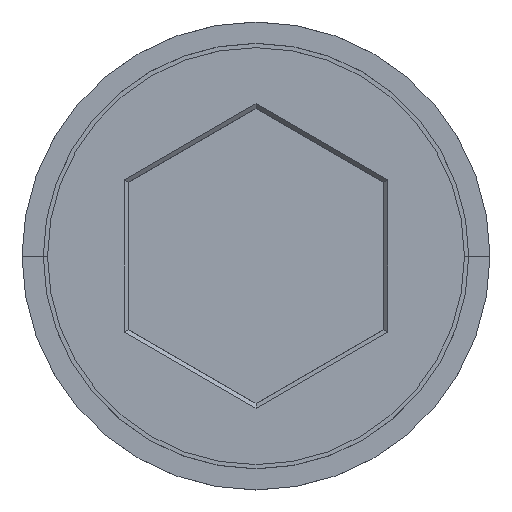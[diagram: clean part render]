
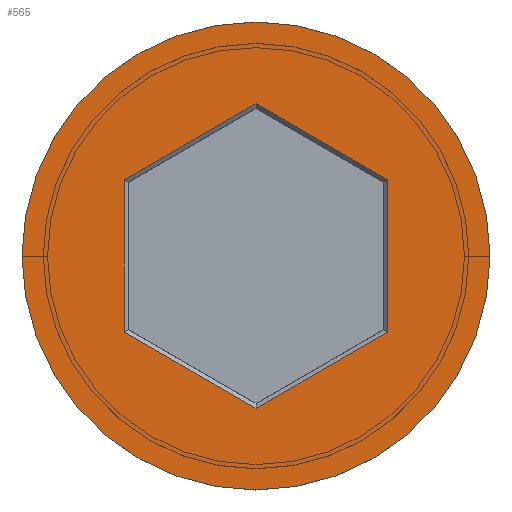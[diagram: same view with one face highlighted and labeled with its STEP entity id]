
A CAD part, top view. The second image highlights one B-rep face of the part: STEP entity #565.
In plain terms, the highlighted planar face has unit normal (0, 0, 1).
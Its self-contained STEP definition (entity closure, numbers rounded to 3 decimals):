
#28 = EDGE_LOOP ( 'NONE', ( #249, #112, #673, #1548, #389, #1590 ) ) ;
#69 = CARTESIAN_POINT ( 'NONE',  ( -3.1, 1.732, 0. ) ) ;
#90 = EDGE_CURVE ( 'NONE', #1564, #1111, #690, .T. ) ;
#91 = VECTOR ( 'NONE', #196, 1000. ) ;
#112 = ORIENTED_EDGE ( 'NONE', *, *, #411, .T. ) ;
#186 = EDGE_LOOP ( 'NONE', ( #698, #445 ) ) ;
#187 = CARTESIAN_POINT ( 'NONE',  ( 5.5, 0., 0. ) ) ;
#196 = DIRECTION ( 'NONE',  ( 0.866, 0.5, 0. ) ) ;
#223 = AXIS2_PLACEMENT_3D ( 'NONE', #597, #846, #969 ) ;
#234 = DIRECTION ( 'NONE',  ( 1., 0., 0. ) ) ;
#245 = EDGE_CURVE ( 'NONE', #324, #1564, #1399, .T. ) ;
#249 = ORIENTED_EDGE ( 'NONE', *, *, #90, .T. ) ;
#273 = VERTEX_POINT ( 'NONE', #669 ) ;
#317 = VECTOR ( 'NONE', #520, 1000. ) ;
#324 = VERTEX_POINT ( 'NONE', #382 ) ;
#345 = FACE_OUTER_BOUND ( 'NONE', #186, .T. ) ;
#349 = EDGE_CURVE ( 'NONE', #596, #741, #766, .T. ) ;
#371 = DIRECTION ( 'NONE',  ( 0., -1., 0. ) ) ;
#382 = CARTESIAN_POINT ( 'NONE',  ( 0., -3.58, 0. ) ) ;
#389 = ORIENTED_EDGE ( 'NONE', *, *, #732, .T. ) ;
#401 = AXIS2_PLACEMENT_3D ( 'NONE', #848, #463, #234 ) ;
#411 = EDGE_CURVE ( 'NONE', #1111, #596, #552, .T. ) ;
#424 = VECTOR ( 'NONE', #820, 1000. ) ;
#445 = ORIENTED_EDGE ( 'NONE', *, *, #1073, .T. ) ;
#463 = DIRECTION ( 'NONE',  ( 0., 0., 1. ) ) ;
#520 = DIRECTION ( 'NONE',  ( 0.866, -0.5, 0. ) ) ;
#537 = DIRECTION ( 'NONE',  ( -0.866, 0.5, 0. ) ) ;
#552 = LINE ( 'NONE', #1300, #91 ) ;
#565 = ADVANCED_FACE ( 'NONE', ( #1443, #345 ), #856, .T. ) ;
#596 = VERTEX_POINT ( 'NONE', #1132 ) ;
#597 = CARTESIAN_POINT ( 'NONE',  ( 0., 0., 0. ) ) ;
#641 = CARTESIAN_POINT ( 'NONE',  ( 3.05, 1.819, 0. ) ) ;
#650 = LINE ( 'NONE', #1163, #424 ) ;
#663 = VERTEX_POINT ( 'NONE', #827 ) ;
#669 = CARTESIAN_POINT ( 'NONE',  ( 3.1, -1.79, 0. ) ) ;
#673 = ORIENTED_EDGE ( 'NONE', *, *, #349, .T. ) ;
#687 = CARTESIAN_POINT ( 'NONE',  ( 3.1, 1.79, 0. ) ) ;
#690 = LINE ( 'NONE', #69, #990 ) ;
#698 = ORIENTED_EDGE ( 'NONE', *, *, #1091, .T. ) ;
#717 = CARTESIAN_POINT ( 'NONE',  ( -3.1, -1.79, 0. ) ) ;
#723 = CIRCLE ( 'NONE', #401, 5.5 ) ;
#732 = EDGE_CURVE ( 'NONE', #273, #324, #650, .T. ) ;
#741 = VERTEX_POINT ( 'NONE', #687 ) ;
#761 = CARTESIAN_POINT ( 'NONE',  ( 3.1, -1.732, 0. ) ) ;
#766 = LINE ( 'NONE', #641, #317 ) ;
#809 = VERTEX_POINT ( 'NONE', #187 ) ;
#820 = DIRECTION ( 'NONE',  ( -0.866, -0.5, 0. ) ) ;
#827 = CARTESIAN_POINT ( 'NONE',  ( -5.5, 0., 0. ) ) ;
#846 = DIRECTION ( 'NONE',  ( 0., 0., 1. ) ) ;
#848 = CARTESIAN_POINT ( 'NONE',  ( 0., 0., 0. ) ) ;
#856 = PLANE ( 'NONE',  #223 ) ;
#875 = LINE ( 'NONE', #761, #1062 ) ;
#948 = DIRECTION ( 'NONE',  ( 1., 0., 0. ) ) ;
#969 = DIRECTION ( 'NONE',  ( 1., 0., 0. ) ) ;
#972 = CARTESIAN_POINT ( 'NONE',  ( 0., 0., 0. ) ) ;
#990 = VECTOR ( 'NONE', #1070, 1000. ) ;
#1055 = CARTESIAN_POINT ( 'NONE',  ( -3.05, -1.819, 0. ) ) ;
#1062 = VECTOR ( 'NONE', #371, 1000. ) ;
#1070 = DIRECTION ( 'NONE',  ( 0., 1., 0. ) ) ;
#1073 = EDGE_CURVE ( 'NONE', #663, #809, #1569, .T. ) ;
#1079 = CARTESIAN_POINT ( 'NONE',  ( -3.1, 1.79, 0. ) ) ;
#1091 = EDGE_CURVE ( 'NONE', #809, #663, #723, .T. ) ;
#1111 = VERTEX_POINT ( 'NONE', #1079 ) ;
#1132 = CARTESIAN_POINT ( 'NONE',  ( 0., 3.58, 0. ) ) ;
#1163 = CARTESIAN_POINT ( 'NONE',  ( 0.05, -3.551, 0. ) ) ;
#1204 = EDGE_CURVE ( 'NONE', #741, #273, #875, .T. ) ;
#1214 = DIRECTION ( 'NONE',  ( 0., 0., 1. ) ) ;
#1300 = CARTESIAN_POINT ( 'NONE',  ( -0.05, 3.551, 0. ) ) ;
#1399 = LINE ( 'NONE', #1055, #1422 ) ;
#1422 = VECTOR ( 'NONE', #537, 1000. ) ;
#1433 = AXIS2_PLACEMENT_3D ( 'NONE', #972, #1214, #948 ) ;
#1443 = FACE_BOUND ( 'NONE', #28, .T. ) ;
#1548 = ORIENTED_EDGE ( 'NONE', *, *, #1204, .T. ) ;
#1564 = VERTEX_POINT ( 'NONE', #717 ) ;
#1569 = CIRCLE ( 'NONE', #1433, 5.5 ) ;
#1590 = ORIENTED_EDGE ( 'NONE', *, *, #245, .T. ) ;
